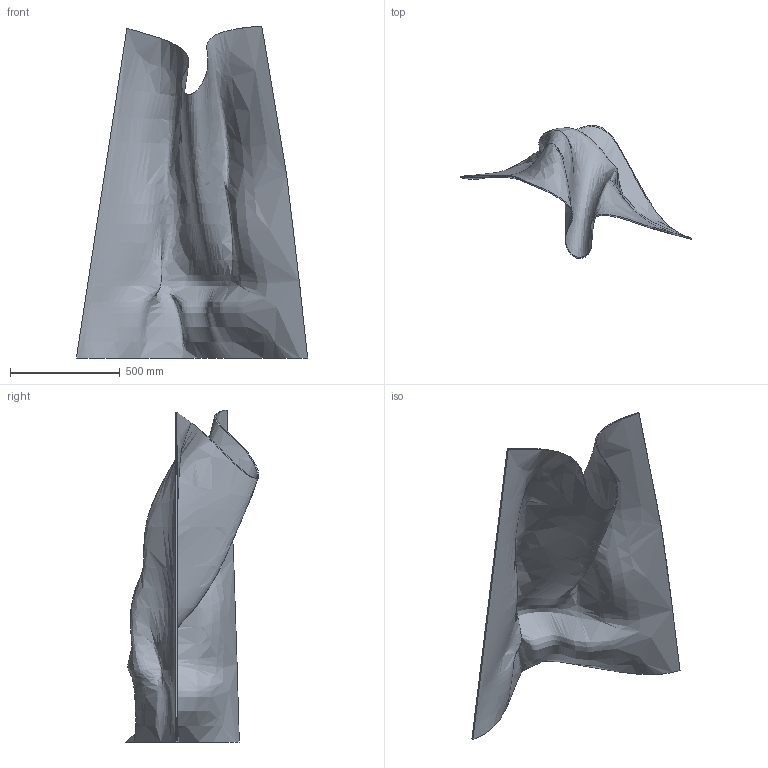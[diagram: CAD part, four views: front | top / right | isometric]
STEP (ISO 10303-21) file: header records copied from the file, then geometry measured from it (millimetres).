
FILE_DESCRIPTION(/* description */ (''),/* implementation_level */ '2;1');
FILE_NAME(/* name */ 'GWEILO - XL.stp',/* time_stamp */ '2017-06-06T14:03:04-04:00',/* author */ (''),/* organization */ (''),/* preprocessor_version */ 'ST-DEVELOPER v16.13',/* originating_system */ 'Autodesk Translation Framework v6.1.1.50',/* authorisation */ '');
FILE_SCHEMA (('AUTOMOTIVE_DESIGN { 1 0 10303 214 3 1 1 }'));
Length unit declared in the file: inch
Products named in the file (1): FusionComponent
Bounding box: 1052.87 x 608.5 x 1512.45 mm (x, y, z)
Volume: 7357419.2 mm3; surface area: 3928737 mm2
Topology: 1 solids, 1 shells, 6 faces, 20 edges, 16 vertices
Faces by surface type: bspline 4, plane 2
Entity records: 2670 total; most frequent: CARTESIAN_POINT 2501, ORIENTED_EDGE 40, EDGE_CURVE 20, VERTEX_POINT 16, B_SPLINE_CURVE_WITH_KNOTS 14, DIRECTION 12, FACE_OUTER_BOUND 6, EDGE_LOOP 6
